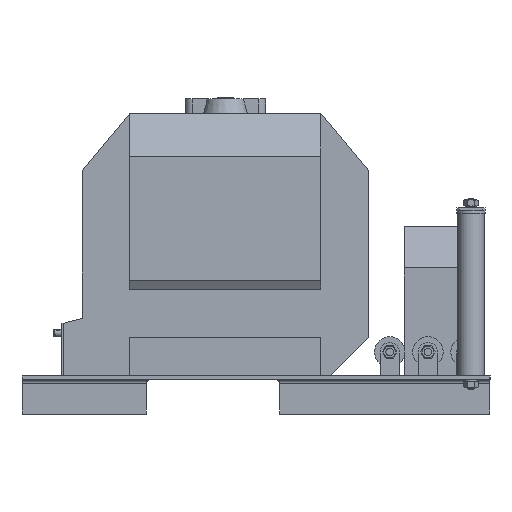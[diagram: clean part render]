
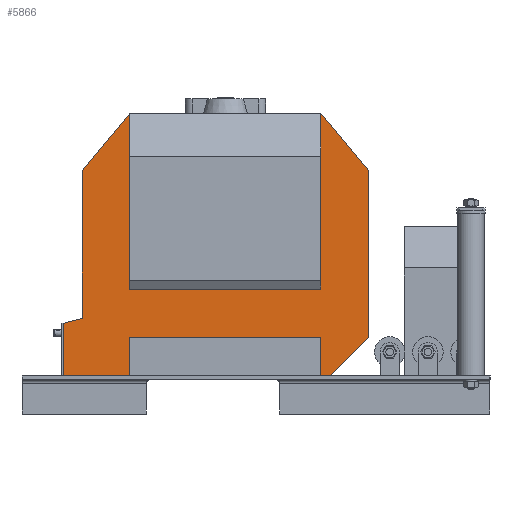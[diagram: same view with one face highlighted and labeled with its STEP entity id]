
A CAD part, left-side view. The second image highlights one B-rep face of the part: STEP entity #5866.
In plain terms, the highlighted face is planar.
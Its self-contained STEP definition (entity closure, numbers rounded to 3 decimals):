
#5866=ADVANCED_FACE('',(#15857),#15859,.F.);
#15857=FACE_BOUND('',#15858,.T.);
#15858=EDGE_LOOP('',(#23374,#23375,#23376,#23377,#23378,#23379,#23380,#23381,#23382,
#23383,#23384,#23385,#23386,#23387,#23388));
#15859=PLANE('',#15860);
#15860=AXIS2_PLACEMENT_3D('',#15861,#15862,#15863);
#15861=CARTESIAN_POINT('',(-150.,55.,-46.878));
#15862=DIRECTION('',(0.,-1.,0.));
#15863=DIRECTION('',(0.,0.,-1.));
#23374=ORIENTED_EDGE('',*,*,#28282,.F.);
#23375=ORIENTED_EDGE('',*,*,#28283,.F.);
#23376=ORIENTED_EDGE('',*,*,#28284,.F.);
#23377=ORIENTED_EDGE('',*,*,#28285,.T.);
#23378=ORIENTED_EDGE('',*,*,#28286,.T.);
#23379=ORIENTED_EDGE('',*,*,#28287,.F.);
#23380=ORIENTED_EDGE('',*,*,#28288,.F.);
#23381=ORIENTED_EDGE('',*,*,#28289,.T.);
#23382=ORIENTED_EDGE('',*,*,#28290,.T.);
#23383=ORIENTED_EDGE('',*,*,#28218,.F.);
#23384=ORIENTED_EDGE('',*,*,#28291,.T.);
#23385=ORIENTED_EDGE('',*,*,#28292,.F.);
#23386=ORIENTED_EDGE('',*,*,#28293,.F.);
#23387=ORIENTED_EDGE('',*,*,#28214,.F.);
#23388=ORIENTED_EDGE('',*,*,#28281,.F.);
#28214=EDGE_CURVE('',#31567,#31569,#31570,.F.);
#28218=EDGE_CURVE('',#31575,#31577,#31578,.F.);
#28281=EDGE_CURVE('',#31679,#31567,#31681,.T.);
#28282=EDGE_CURVE('',#31682,#31679,#31683,.F.);
#28283=EDGE_CURVE('',#31684,#31682,#31685,.T.);
#28284=EDGE_CURVE('',#31686,#31684,#31687,.T.);
#28285=EDGE_CURVE('',#31686,#31688,#31689,.T.);
#28286=EDGE_CURVE('',#31688,#31690,#31691,.T.);
#28287=EDGE_CURVE('',#31692,#31690,#31693,.T.);
#28288=EDGE_CURVE('',#31694,#31692,#31695,.F.);
#28289=EDGE_CURVE('',#31694,#31696,#31697,.T.);
#28290=EDGE_CURVE('',#31696,#31577,#31698,.T.);
#28291=EDGE_CURVE('',#31575,#31699,#31700,.T.);
#28292=EDGE_CURVE('',#31701,#31699,#31702,.T.);
#28293=EDGE_CURVE('',#31569,#31701,#31703,.T.);
#31567=VERTEX_POINT('',#38562);
#31569=VERTEX_POINT('',#38566);
#31570=LINE('',#38567,#38568);
#31575=VERTEX_POINT('',#38578);
#31577=VERTEX_POINT('',#38582);
#31578=LINE('',#38583,#38584);
#31679=VERTEX_POINT('',#38823);
#31681=LINE('',#38827,#38828);
#31682=VERTEX_POINT('',#38830);
#31683=LINE('',#38831,#38832);
#31684=VERTEX_POINT('',#38834);
#31685=LINE('',#38835,#38836);
#31686=VERTEX_POINT('',#38838);
#31687=LINE('',#38839,#38840);
#31688=VERTEX_POINT('',#38842);
#31689=LINE('',#38843,#38844);
#31690=VERTEX_POINT('',#38846);
#31691=LINE('',#38847,#38848);
#31692=VERTEX_POINT('',#38850);
#31693=LINE('',#38851,#38852);
#31694=VERTEX_POINT('',#38854);
#31695=LINE('',#38855,#38856);
#31696=VERTEX_POINT('',#38858);
#31697=LINE('',#38859,#38860);
#31698=LINE('',#38862,#38863);
#31699=VERTEX_POINT('',#38865);
#31700=LINE('',#38866,#38867);
#31701=VERTEX_POINT('',#38869);
#31702=LINE('',#38870,#38871);
#31703=LINE('',#38873,#38874);
#38562=CARTESIAN_POINT('',(-110.,55.,-137.5));
#38566=CARTESIAN_POINT('',(-100.,55.,-137.5));
#38567=CARTESIAN_POINT('',(-100.,55.,-137.5));
#38568=VECTOR('',#38569,1.);
#38569=DIRECTION('',(-1.,0.,0.));
#38578=CARTESIAN_POINT('',(100.,55.,-137.5));
#38582=CARTESIAN_POINT('',(170.,55.,-137.5));
#38583=CARTESIAN_POINT('',(170.,55.,-137.5));
#38584=VECTOR('',#38585,1.);
#38585=DIRECTION('',(-1.,0.,0.));
#38823=CARTESIAN_POINT('',(-150.,55.,-97.5));
#38827=CARTESIAN_POINT('',(-150.,55.,-97.5));
#38828=VECTOR('',#38829,1.);
#38829=DIRECTION('',(0.707,0.,-0.707));
#38830=CARTESIAN_POINT('',(-150.,55.,77.5));
#38831=CARTESIAN_POINT('',(-150.,55.,-97.5));
#38832=VECTOR('',#38833,1.);
#38833=DIRECTION('',(0.,0.,1.));
#38834=CARTESIAN_POINT('',(-100.,55.,137.5));
#38835=CARTESIAN_POINT('',(-100.,55.,137.5));
#38836=VECTOR('',#38837,1.);
#38837=DIRECTION('',(-0.64,0.,-0.768));
#38838=CARTESIAN_POINT('',(-100.,55.,-46.878));
#38839=CARTESIAN_POINT('',(-100.,55.,-46.878));
#38840=VECTOR('',#38841,1.);
#38841=DIRECTION('',(0.,0.,1.));
#38842=CARTESIAN_POINT('',(100.,55.,-46.878));
#38843=CARTESIAN_POINT('',(-100.,55.,-46.878));
#38844=VECTOR('',#38845,1.);
#38845=DIRECTION('',(1.,0.,0.));
#38846=CARTESIAN_POINT('',(100.,55.,137.5));
#38847=CARTESIAN_POINT('',(100.,55.,-46.878));
#38848=VECTOR('',#38849,1.);
#38849=DIRECTION('',(0.,0.,1.));
#38850=CARTESIAN_POINT('',(150.,55.,77.5));
#38851=CARTESIAN_POINT('',(150.,55.,77.5));
#38852=VECTOR('',#38853,1.);
#38853=DIRECTION('',(-0.64,0.,0.768));
#38854=CARTESIAN_POINT('',(150.,55.,-77.141));
#38855=CARTESIAN_POINT('',(150.,55.,77.5));
#38856=VECTOR('',#38857,1.);
#38857=DIRECTION('',(0.,0.,-1.));
#38858=CARTESIAN_POINT('',(170.,55.,-82.5));
#38859=CARTESIAN_POINT('',(150.,55.,-77.141));
#38860=VECTOR('',#38861,1.);
#38861=DIRECTION('',(0.966,0.,-0.259));
#38862=CARTESIAN_POINT('',(170.,55.,-82.5));
#38863=VECTOR('',#38864,1.);
#38864=DIRECTION('',(0.,0.,-1.));
#38865=CARTESIAN_POINT('',(100.,55.,-97.5));
#38866=CARTESIAN_POINT('',(100.,55.,-137.5));
#38867=VECTOR('',#38868,1.);
#38868=DIRECTION('',(0.,0.,1.));
#38869=CARTESIAN_POINT('',(-100.,55.,-97.5));
#38870=CARTESIAN_POINT('',(-100.,55.,-97.5));
#38871=VECTOR('',#38872,1.);
#38872=DIRECTION('',(1.,0.,0.));
#38873=CARTESIAN_POINT('',(-100.,55.,-137.5));
#38874=VECTOR('',#38875,1.);
#38875=DIRECTION('',(0.,0.,1.));
